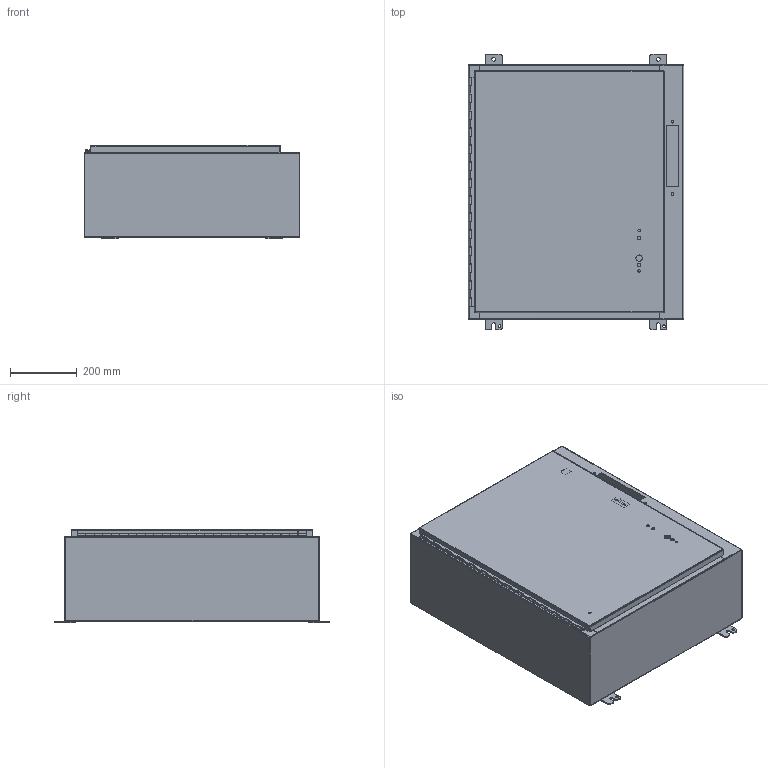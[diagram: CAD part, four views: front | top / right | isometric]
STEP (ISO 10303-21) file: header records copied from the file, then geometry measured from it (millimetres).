
FILE_DESCRIPTION(/* description */ ('ABN12 TUB (30X25X10)'),/* implementation_level */ '2;1');
FILE_NAME(/* name */ 'ABN12302510.stp',/* time_stamp */ '2014-06-13T15:36:47+05:00',/* author */ ('skumar2'),/* organization */ (''),/* preprocessor_version */ 'ST-DEVELOPER v15.2',/* originating_system */ 'Autodesk Inventor 2014',/* authorisation */ '');
FILE_SCHEMA (('AUTOMOTIVE_DESIGN { 1 0 10303 214 3 1 1 }'));
Length unit declared in the file: inch
Products named in the file (14): ABN12302510BKP; 388116; 34840; 328106T; 328106L; 328106P-1; 328106; ABN123025LID; 3881; HFW309112; 38811; 349129; 3099; ABN12302510
Bounding box: 644.65 x 825.5 x 280.06 mm (x, y, z)
Volume: 3520989.3 mm3; surface area: 3751744.6 mm2
Topology: 20 solids, 20 shells, 705 faces, 1821 edges, 1191 vertices
Faces by surface type: plane 424, cylinder 229, cone 26, bspline 18, torus 8
Full cylindrical faces by diameter (mm): 2.921 x2, 3.048 x25, 3.962 x2, 4.826 x2, 6.35 x3, 7.137 x4, 7.95 x4, 8.382 x8, 8.56 x1, 10.312 x2, 11.125 x4, 15.875 x4, 19.05 x1
Entity records: 19512 total; most frequent: CARTESIAN_POINT 3845, DIRECTION 3093, ORIENTED_EDGE 3048, EDGE_CURVE 1524, LINE 1073, VECTOR 1073, VERTEX_POINT 1034, AXIS2_PLACEMENT_3D 1010
